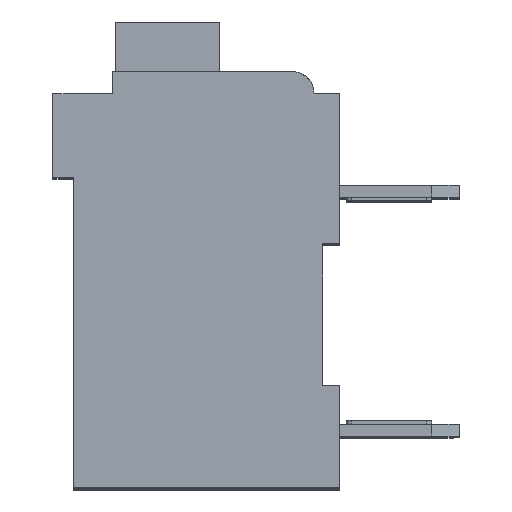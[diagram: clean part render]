
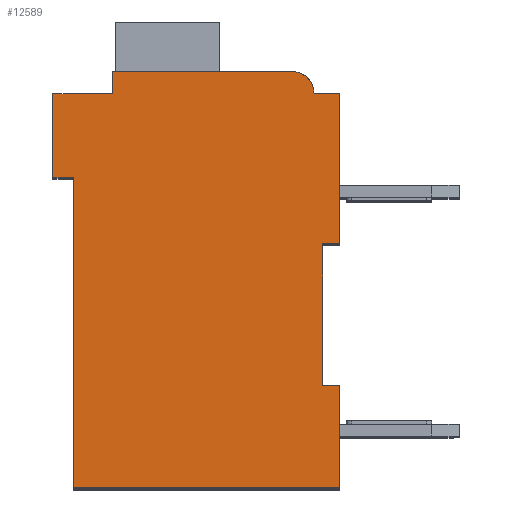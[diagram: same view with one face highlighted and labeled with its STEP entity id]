
A CAD part, top view. The second image highlights one B-rep face of the part: STEP entity #12589.
In plain terms, the highlighted planar face has unit normal (0, 0, 1).
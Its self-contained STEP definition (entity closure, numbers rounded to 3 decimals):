
#3934=DIRECTION('',(1.,0.,0.));
#3935=VECTOR('',#3934,0.5);
#3936=CARTESIAN_POINT('',(7.3,7.15,2.1));
#3937=LINE('',#3936,#3935);
#3938=DIRECTION('',(0.,1.,0.));
#3939=VECTOR('',#3938,4.15);
#3940=CARTESIAN_POINT('',(7.3,3.,2.1));
#3941=LINE('',#3940,#3939);
#3942=DIRECTION('',(-1.,0.,0.));
#3943=VECTOR('',#3942,0.5);
#3944=CARTESIAN_POINT('',(7.8,3.,2.1));
#3945=LINE('',#3944,#3943);
#3946=DIRECTION('',(0.,1.,0.));
#3947=VECTOR('',#3946,3.);
#3948=CARTESIAN_POINT('',(7.8,0.,2.1));
#3949=LINE('',#3948,#3947);
#3950=DIRECTION('',(1.,0.,0.));
#3951=VECTOR('',#3950,7.8);
#3952=CARTESIAN_POINT('',(0.,0.,2.1));
#3953=LINE('',#3952,#3951);
#3954=DIRECTION('',(0.,-1.,0.));
#3955=VECTOR('',#3954,9.1);
#3956=CARTESIAN_POINT('',(0.,9.1,2.1));
#3957=LINE('',#3956,#3955);
#3958=DIRECTION('',(1.,0.,0.));
#3959=VECTOR('',#3958,0.6);
#3960=CARTESIAN_POINT('',(-0.6,9.1,2.1));
#3961=LINE('',#3960,#3959);
#3962=DIRECTION('',(0.,-1.,0.));
#3963=VECTOR('',#3962,2.45);
#3964=CARTESIAN_POINT('',(-0.6,11.55,2.1));
#3965=LINE('',#3964,#3963);
#3966=DIRECTION('',(-1.,0.,0.));
#3967=VECTOR('',#3966,1.75);
#3968=CARTESIAN_POINT('',(1.15,11.55,2.1));
#3969=LINE('',#3968,#3967);
#3970=DIRECTION('',(0.,-1.,0.));
#3971=VECTOR('',#3970,0.65);
#3972=CARTESIAN_POINT('',(1.15,12.2,2.1));
#3973=LINE('',#3972,#3971);
#3974=DIRECTION('',(-1.,0.,0.));
#3975=VECTOR('',#3974,5.25);
#3976=CARTESIAN_POINT('',(6.4,12.2,2.1));
#3977=LINE('',#3976,#3975);
#3978=CARTESIAN_POINT('',(6.4,11.55,2.1));
#3979=DIRECTION('',(0.,0.,1.));
#3980=DIRECTION('',(1.,0.,0.));
#3981=AXIS2_PLACEMENT_3D('',#3978,#3979,#3980);
#3983=DIRECTION('',(-1.,0.,0.));
#3984=VECTOR('',#3983,0.75);
#3985=CARTESIAN_POINT('',(7.8,11.55,2.1));
#3986=LINE('',#3985,#3984);
#3987=DIRECTION('',(0.,1.,0.));
#3988=VECTOR('',#3987,4.4);
#3989=CARTESIAN_POINT('',(7.8,7.15,2.1));
#3990=LINE('',#3989,#3988);
#5939=CARTESIAN_POINT('',(7.3,7.15,2.1));
#5940=CARTESIAN_POINT('',(7.8,7.15,2.1));
#5941=VERTEX_POINT('',#5939);
#5942=VERTEX_POINT('',#5940);
#5943=CARTESIAN_POINT('',(7.8,11.55,2.1));
#5944=VERTEX_POINT('',#5943);
#5945=CARTESIAN_POINT('',(7.05,11.55,2.1));
#5946=VERTEX_POINT('',#5945);
#5947=CARTESIAN_POINT('',(6.4,12.2,2.1));
#5948=VERTEX_POINT('',#5947);
#5949=CARTESIAN_POINT('',(1.15,12.2,2.1));
#5950=VERTEX_POINT('',#5949);
#5951=CARTESIAN_POINT('',(1.15,11.55,2.1));
#5952=VERTEX_POINT('',#5951);
#5953=CARTESIAN_POINT('',(-0.6,11.55,2.1));
#5954=VERTEX_POINT('',#5953);
#5955=CARTESIAN_POINT('',(-0.6,9.1,2.1));
#5956=VERTEX_POINT('',#5955);
#5957=CARTESIAN_POINT('',(0.,9.1,2.1));
#5958=VERTEX_POINT('',#5957);
#5959=CARTESIAN_POINT('',(0.,0.,2.1));
#5960=VERTEX_POINT('',#5959);
#5961=CARTESIAN_POINT('',(7.8,0.,2.1));
#5962=VERTEX_POINT('',#5961);
#5963=CARTESIAN_POINT('',(7.8,3.,2.1));
#5964=VERTEX_POINT('',#5963);
#5965=CARTESIAN_POINT('',(7.3,3.,2.1));
#5966=VERTEX_POINT('',#5965);
#12568=CARTESIAN_POINT('',(0.,0.,2.1));
#12569=DIRECTION('',(0.,0.,1.));
#12570=DIRECTION('',(1.,0.,0.));
#12571=AXIS2_PLACEMENT_3D('',#12568,#12569,#12570);
#12572=PLANE('',#12571);
#12573=ORIENTED_EDGE('',*,*,#7820,.F.);
#12574=ORIENTED_EDGE('',*,*,#8162,.F.);
#12575=ORIENTED_EDGE('',*,*,#10302,.F.);
#12576=ORIENTED_EDGE('',*,*,#10447,.F.);
#12577=ORIENTED_EDGE('',*,*,#10624,.F.);
#12578=ORIENTED_EDGE('',*,*,#10870,.F.);
#12579=ORIENTED_EDGE('',*,*,#10964,.F.);
#12580=ORIENTED_EDGE('',*,*,#11145,.F.);
#12581=ORIENTED_EDGE('',*,*,#11373,.F.);
#12582=ORIENTED_EDGE('',*,*,#11718,.F.);
#12583=ORIENTED_EDGE('',*,*,#11980,.F.);
#12584=ORIENTED_EDGE('',*,*,#11424,.F.);
#12585=ORIENTED_EDGE('',*,*,#11609,.F.);
#12586=ORIENTED_EDGE('',*,*,#8057,.F.);
#12587=EDGE_LOOP('',(#12573,#12574,#12575,#12576,#12577,#12578,#12579,#12580,
#12581,#12582,#12583,#12584,#12585,#12586));
#12588=FACE_OUTER_BOUND('',#12587,.F.);
#3982=CIRCLE('',#3981,0.65);
#7820=EDGE_CURVE('',#5941,#5942,#3937,.T.);
#8057=EDGE_CURVE('',#5942,#5944,#3990,.T.);
#8162=EDGE_CURVE('',#5966,#5941,#3941,.T.);
#10302=EDGE_CURVE('',#5964,#5966,#3945,.T.);
#10447=EDGE_CURVE('',#5962,#5964,#3949,.T.);
#10624=EDGE_CURVE('',#5960,#5962,#3953,.T.);
#10870=EDGE_CURVE('',#5958,#5960,#3957,.T.);
#10964=EDGE_CURVE('',#5956,#5958,#3961,.T.);
#11145=EDGE_CURVE('',#5954,#5956,#3965,.T.);
#11373=EDGE_CURVE('',#5952,#5954,#3969,.T.);
#11424=EDGE_CURVE('',#5946,#5948,#3982,.T.);
#11609=EDGE_CURVE('',#5944,#5946,#3986,.T.);
#11718=EDGE_CURVE('',#5950,#5952,#3973,.T.);
#11980=EDGE_CURVE('',#5948,#5950,#3977,.T.);
#12589=ADVANCED_FACE('',(#12588),#12572,.T.);
